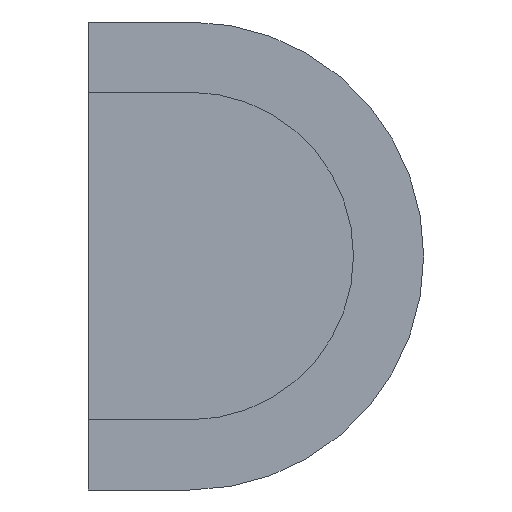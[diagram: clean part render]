
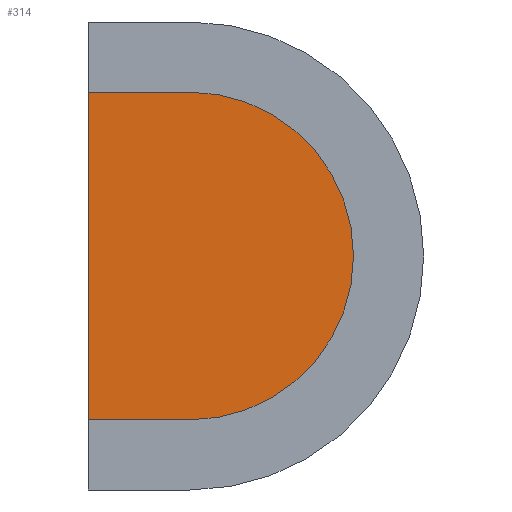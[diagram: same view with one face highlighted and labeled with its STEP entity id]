
A CAD part, left-side view. The second image highlights one B-rep face of the part: STEP entity #314.
In plain terms, the highlighted planar face has unit normal (-1, 0, 0).
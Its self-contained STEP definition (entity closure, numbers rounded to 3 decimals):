
#23=CIRCLE('',#350,5.25);
#38=FACE_OUTER_BOUND('',#55,.T.);
#55=EDGE_LOOP('',(#265,#266,#267,#268));
#84=LINE('',#503,#120);
#88=LINE('',#510,#124);
#90=LINE('',#515,#126);
#120=VECTOR('',#409,10.);
#124=VECTOR('',#415,10.);
#126=VECTOR('',#419,10.);
#152=VERTEX_POINT('',#500);
#153=VERTEX_POINT('',#502);
#155=VERTEX_POINT('',#508);
#157=VERTEX_POINT('',#514);
#188=EDGE_CURVE('',#153,#152,#84,.T.);
#192=EDGE_CURVE('',#152,#155,#88,.T.);
#194=EDGE_CURVE('',#157,#153,#90,.T.);
#197=EDGE_CURVE('',#155,#157,#23,.T.);
#265=ORIENTED_EDGE('',*,*,#197,.T.);
#266=ORIENTED_EDGE('',*,*,#194,.T.);
#267=ORIENTED_EDGE('',*,*,#188,.T.);
#268=ORIENTED_EDGE('',*,*,#192,.T.);
#298=PLANE('',#351);
#314=ADVANCED_FACE('',(#38),#298,.F.);
#350=AXIS2_PLACEMENT_3D('',#519,#425,#426);
#351=AXIS2_PLACEMENT_3D('',#520,#427,#428);
#409=DIRECTION('',(0.,0.,-1.));
#415=DIRECTION('',(0.,-1.,0.));
#419=DIRECTION('',(0.,1.,0.));
#425=DIRECTION('center_axis',(-1.,0.,0.));
#426=DIRECTION('ref_axis',(0.,1.,0.));
#427=DIRECTION('center_axis',(1.,0.,0.));
#428=DIRECTION('ref_axis',(0.,1.,0.));
#500=CARTESIAN_POINT('',(-18.325,3.25,-5.25));
#502=CARTESIAN_POINT('',(-18.325,3.25,5.25));
#503=CARTESIAN_POINT('',(-18.325,3.25,5.25));
#508=CARTESIAN_POINT('',(-18.325,0.,-5.25));
#510=CARTESIAN_POINT('',(-18.325,0.,-5.25));
#514=CARTESIAN_POINT('',(-18.325,0.,5.25));
#515=CARTESIAN_POINT('',(-18.325,0.,5.25));
#519=CARTESIAN_POINT('Origin',(-18.325,0.,0.));
#520=CARTESIAN_POINT('Origin',(-18.325,0.,0.));
